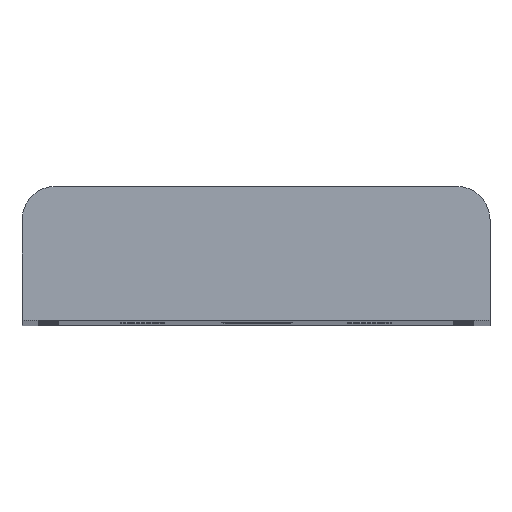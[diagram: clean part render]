
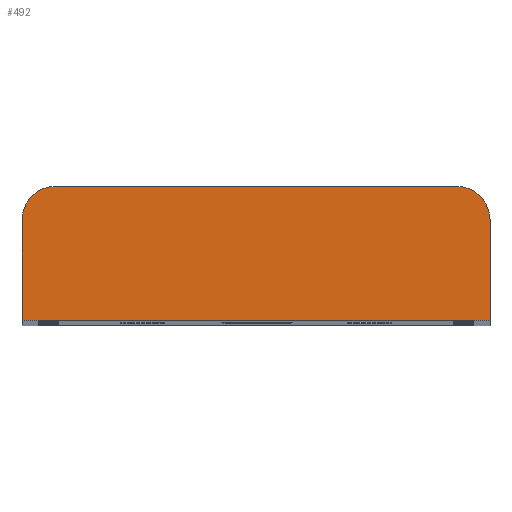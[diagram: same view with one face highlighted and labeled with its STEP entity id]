
A CAD part, top view. The second image highlights one B-rep face of the part: STEP entity #492.
In plain terms, the highlighted planar face has unit normal (0, 0, 1).
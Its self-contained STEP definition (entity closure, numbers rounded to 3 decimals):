
#101=CARTESIAN_POINT('',(30.,5.,228.5));
#102=DIRECTION('',(0.,0.,1.));
#103=DIRECTION('',(1.,0.,0.));
#104=AXIS2_PLACEMENT_3D('',#101,#102,#103);
#106=DIRECTION('',(0.,1.,0.));
#107=VECTOR('',#106,15.);
#108=CARTESIAN_POINT('',(35.,-10.,228.5));
#109=LINE('',#108,#107);
#110=DIRECTION('',(1.,0.,0.));
#111=VECTOR('',#110,70.);
#112=CARTESIAN_POINT('',(-35.,-10.,228.5));
#113=LINE('',#112,#111);
#114=DIRECTION('',(0.,-1.,0.));
#115=VECTOR('',#114,15.);
#116=CARTESIAN_POINT('',(-35.,5.,228.5));
#117=LINE('',#116,#115);
#118=CARTESIAN_POINT('',(-30.,5.,228.5));
#119=DIRECTION('',(0.,0.,1.));
#120=DIRECTION('',(0.,1.,0.));
#121=AXIS2_PLACEMENT_3D('',#118,#119,#120);
#123=DIRECTION('',(-1.,0.,0.));
#124=VECTOR('',#123,60.);
#125=CARTESIAN_POINT('',(30.,10.,228.5));
#126=LINE('',#125,#124);
#261=CARTESIAN_POINT('',(-35.,-10.,228.5));
#262=CARTESIAN_POINT('',(35.,-10.,228.5));
#263=VERTEX_POINT('',#261);
#264=VERTEX_POINT('',#262);
#269=CARTESIAN_POINT('',(35.,5.,228.5));
#270=VERTEX_POINT('',#269);
#271=CARTESIAN_POINT('',(30.,10.,228.5));
#272=VERTEX_POINT('',#271);
#277=CARTESIAN_POINT('',(-30.,10.,228.5));
#278=VERTEX_POINT('',#277);
#279=CARTESIAN_POINT('',(-35.,5.,228.5));
#280=VERTEX_POINT('',#279);
#476=CARTESIAN_POINT('',(0.,0.,228.5));
#477=DIRECTION('',(0.,0.,1.));
#478=DIRECTION('',(1.,0.,0.));
#479=AXIS2_PLACEMENT_3D('',#476,#477,#478);
#480=PLANE('',#479);
#481=ORIENTED_EDGE('',*,*,#456,.F.);
#482=ORIENTED_EDGE('',*,*,#471,.F.);
#483=ORIENTED_EDGE('',*,*,#413,.F.);
#485=ORIENTED_EDGE('',*,*,#484,.F.);
#487=ORIENTED_EDGE('',*,*,#486,.F.);
#489=ORIENTED_EDGE('',*,*,#488,.F.);
#490=EDGE_LOOP('',(#481,#482,#483,#485,#487,#489));
#491=FACE_OUTER_BOUND('',#490,.F.);
#492=ADVANCED_FACE('',(#491),#480,.T.);
#105=CIRCLE('',#104,5.);
#122=CIRCLE('',#121,5.);
#413=EDGE_CURVE('',#263,#264,#113,.T.);
#456=EDGE_CURVE('',#270,#272,#105,.T.);
#471=EDGE_CURVE('',#264,#270,#109,.T.);
#484=EDGE_CURVE('',#280,#263,#117,.T.);
#486=EDGE_CURVE('',#278,#280,#122,.T.);
#488=EDGE_CURVE('',#272,#278,#126,.T.);
